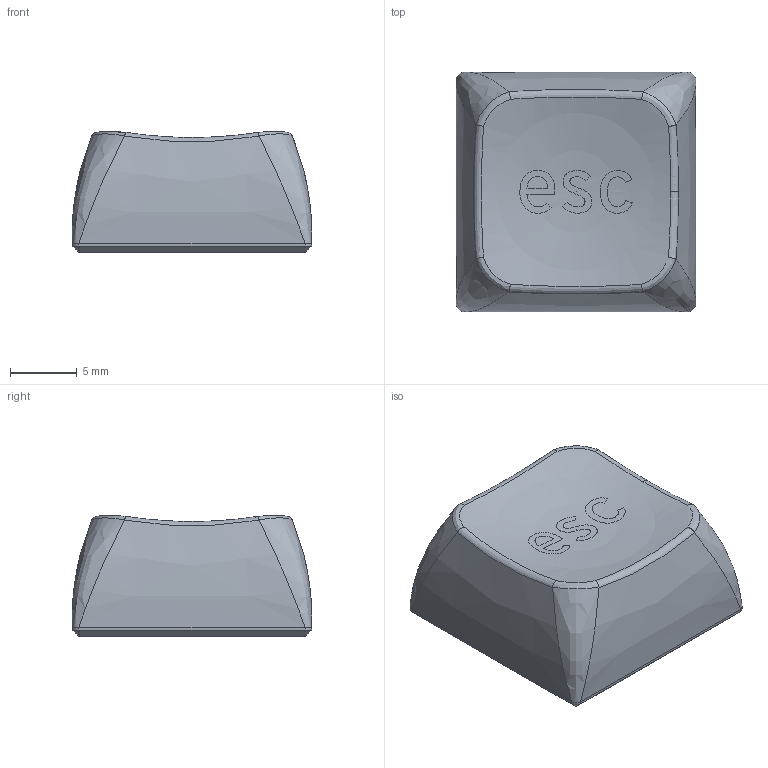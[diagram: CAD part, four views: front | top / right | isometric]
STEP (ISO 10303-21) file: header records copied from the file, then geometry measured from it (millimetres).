
FILE_DESCRIPTION(('Open CASCADE Model'),'2;1');
FILE_NAME('esc','2025-07-26T23:18:23',('Author'),('Open CASCADE'), 'Open CASCADE STEP processor 7.8','build123d','Unknown');
FILE_SCHEMA(('AUTOMOTIVE_DESIGN { 1 0 10303 214 1 1 1 1 }'));
Length unit declared in the file: millimetre
Products named in the file (8): =>[0:1:1:2]; esc; SOLID; ASSEMBLY
Assembly tree (7 placements, depth 5):
  =>[0:1:1:2]
    esc
      SOLID
      ASSEMBLY
        ASSEMBLY
          SOLID
          SOLID
          SOLID
Bounding box: 18 x 18 x 9.08 mm (x, y, z)
Volume: 1259.6 mm3; surface area: 1552.1 mm2
Topology: 4 solids, 4 shells, 145 faces, 388 edges, 251 vertices
Faces by surface type: extrusion 58, plane 43, bspline 26, cylinder 9, sphere 5, cone 4
Full cylindrical faces by diameter (mm): 5.5 x1
Entity records: 20804 total; most frequent: CARTESIAN_POINT 13985, DIRECTION 875, ORIENTED_EDGE 766, PCURVE 766, DEFINITIONAL_REPRESENTATION 766, VECTOR 602, B_SPLINE_CURVE_WITH_KNOTS 549, LINE 544
